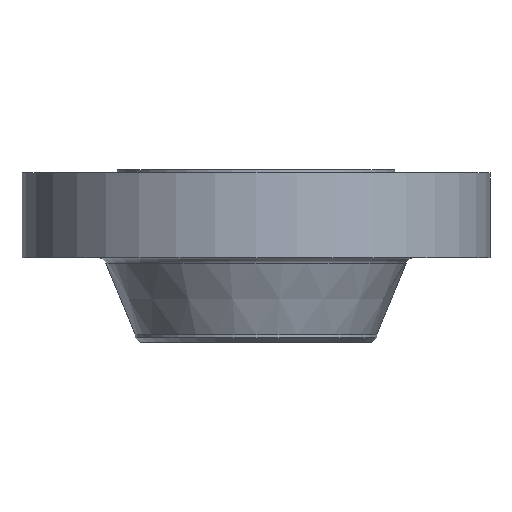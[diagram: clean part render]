
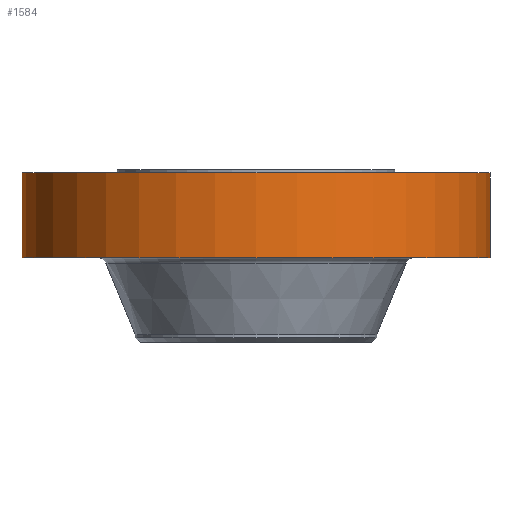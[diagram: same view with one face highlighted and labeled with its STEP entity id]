
A CAD part, front view. The second image highlights one B-rep face of the part: STEP entity #1584.
In plain terms, the highlighted cylindrical face has radius 492.125 mm (diameter 984.25 mm), a partial arc.
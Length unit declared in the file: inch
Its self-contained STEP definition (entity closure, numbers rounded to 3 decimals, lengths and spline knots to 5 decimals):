
#22 = DIRECTION ( 'NONE',  ( 1., 0., 0. ) ) ;
#152 = DIRECTION ( 'NONE',  ( 1., 0., 0. ) ) ;
#222 = LINE ( 'NONE', #1712, #349 ) ;
#230 = EDGE_CURVE ( 'NONE', #996, #442, #277, .T. ) ;
#277 = CIRCLE ( 'NONE', #1021, 19.375 ) ;
#349 = VECTOR ( 'NONE', #501, 39.37008 ) ;
#411 = DIRECTION ( 'NONE',  ( 0., 0., 1. ) ) ;
#417 = DIRECTION ( 'NONE',  ( 0., 0., 1. ) ) ;
#442 = VERTEX_POINT ( 'NONE', #783 ) ;
#459 = DIRECTION ( 'NONE',  ( 0., 0., 1. ) ) ;
#470 = FACE_OUTER_BOUND ( 'NONE', #1547, .T. ) ;
#501 = DIRECTION ( 'NONE',  ( 0., 0., 1. ) ) ;
#522 = CARTESIAN_POINT ( 'NONE',  ( -19.375, 0., -7.25 ) ) ;
#666 = ORIENTED_EDGE ( 'NONE', *, *, #1522, .T. ) ;
#683 = VERTEX_POINT ( 'NONE', #1253 ) ;
#696 = CARTESIAN_POINT ( 'NONE',  ( 0., 0., -7.25 ) ) ;
#783 = CARTESIAN_POINT ( 'NONE',  ( 19.375, 0., -0.25 ) ) ;
#862 = CARTESIAN_POINT ( 'NONE',  ( 0., 0., 0. ) ) ;
#940 = VECTOR ( 'NONE', #1349, 39.37008 ) ;
#970 = AXIS2_PLACEMENT_3D ( 'NONE', #862, #459, #1686 ) ;
#996 = VERTEX_POINT ( 'NONE', #1249 ) ;
#1021 = AXIS2_PLACEMENT_3D ( 'NONE', #1096, #417, #152 ) ;
#1088 = ORIENTED_EDGE ( 'NONE', *, *, #1551, .F. ) ;
#1096 = CARTESIAN_POINT ( 'NONE',  ( 0., 0., -0.25 ) ) ;
#1227 = ORIENTED_EDGE ( 'NONE', *, *, #1409, .T. ) ;
#1249 = CARTESIAN_POINT ( 'NONE',  ( -19.375, 0., -0.25 ) ) ;
#1253 = CARTESIAN_POINT ( 'NONE',  ( 19.375, 0., -7.25 ) ) ;
#1254 = AXIS2_PLACEMENT_3D ( 'NONE', #696, #411, #22 ) ;
#1259 = CYLINDRICAL_SURFACE ( 'NONE', #970, 19.375 ) ;
#1349 = DIRECTION ( 'NONE',  ( 0., 0., 1. ) ) ;
#1379 = VERTEX_POINT ( 'NONE', #522 ) ;
#1409 = EDGE_CURVE ( 'NONE', #683, #442, #222, .T. ) ;
#1512 = LINE ( 'NONE', #1610, #940 ) ;
#1522 = EDGE_CURVE ( 'NONE', #1379, #683, #1729, .T. ) ;
#1547 = EDGE_LOOP ( 'NONE', ( #1088, #666, #1227, #1629 ) ) ;
#1551 = EDGE_CURVE ( 'NONE', #1379, #996, #1512, .T. ) ;
#1584 = ADVANCED_FACE ( 'NONE', ( #470 ), #1259, .T. ) ;
#1610 = CARTESIAN_POINT ( 'NONE',  ( -19.375, 0., 0. ) ) ;
#1629 = ORIENTED_EDGE ( 'NONE', *, *, #230, .F. ) ;
#1686 = DIRECTION ( 'NONE',  ( 1., 0., 0. ) ) ;
#1712 = CARTESIAN_POINT ( 'NONE',  ( 19.375, 0., 0. ) ) ;
#1729 = CIRCLE ( 'NONE', #1254, 19.375 ) ;
